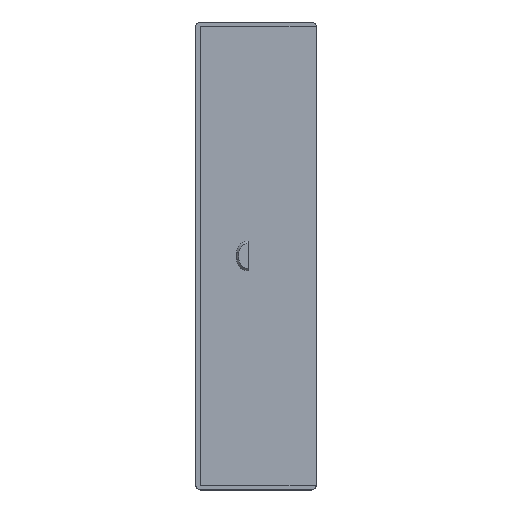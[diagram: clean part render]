
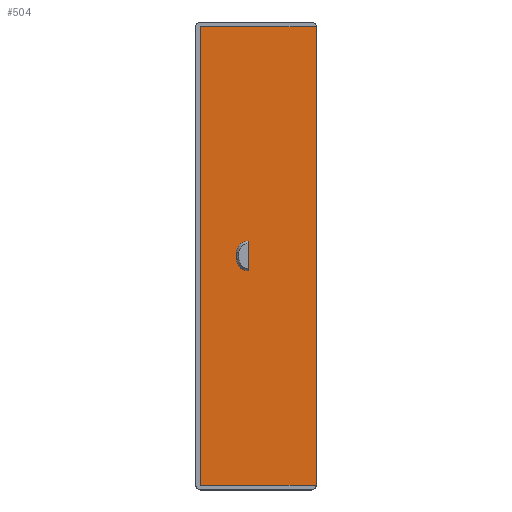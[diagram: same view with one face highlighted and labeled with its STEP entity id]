
A CAD part, top view. The second image highlights one B-rep face of the part: STEP entity #504.
In plain terms, the highlighted planar face has unit normal (0, 0, 1).
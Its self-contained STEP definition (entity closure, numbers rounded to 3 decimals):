
#7 = CIRCLE ( 'NONE', #719, 5. ) ;
#8 = CARTESIAN_POINT ( 'NONE',  ( -3.5, 6.5, 0. ) ) ;
#25 = VERTEX_POINT ( 'NONE', #357 ) ;
#28 = PLANE ( 'NONE',  #155 ) ;
#30 = VECTOR ( 'NONE', #394, 1000. ) ;
#67 = VERTEX_POINT ( 'NONE', #710 ) ;
#72 = FACE_BOUND ( 'NONE', #322, .T. ) ;
#74 = DIRECTION ( 'NONE',  ( -1., 0., 0. ) ) ;
#78 = VERTEX_POINT ( 'NONE', #265 ) ;
#86 = ORIENTED_EDGE ( 'NONE', *, *, #273, .F. ) ;
#116 = LINE ( 'NONE', #683, #353 ) ;
#118 = CARTESIAN_POINT ( 'NONE',  ( 26.5, 101., 0. ) ) ;
#130 = CARTESIAN_POINT ( 'NONE',  ( -24.5, -101., 0. ) ) ;
#136 = VECTOR ( 'NONE', #275, 1000. ) ;
#153 = EDGE_LOOP ( 'NONE', ( #501, #214, #348, #268 ) ) ;
#155 = AXIS2_PLACEMENT_3D ( 'NONE', #407, #679, #399 ) ;
#157 = VECTOR ( 'NONE', #232, 1000. ) ;
#172 = LINE ( 'NONE', #506, #30 ) ;
#193 = AXIS2_PLACEMENT_3D ( 'NONE', #252, #522, #290 ) ;
#208 = EDGE_CURVE ( 'NONE', #25, #370, #477, .T. ) ;
#214 = ORIENTED_EDGE ( 'NONE', *, *, #208, .T. ) ;
#222 = EDGE_CURVE ( 'NONE', #336, #370, #116, .T. ) ;
#232 = DIRECTION ( 'NONE',  ( 0., 1., 0. ) ) ;
#237 = CARTESIAN_POINT ( 'NONE',  ( -8.5, 1.5, 0. ) ) ;
#246 = CARTESIAN_POINT ( 'NONE',  ( -3.5, -6.5, 0. ) ) ;
#248 = ORIENTED_EDGE ( 'NONE', *, *, #377, .F. ) ;
#252 = CARTESIAN_POINT ( 'NONE',  ( -3.5, -1.5, 0. ) ) ;
#262 = ORIENTED_EDGE ( 'NONE', *, *, #647, .F. ) ;
#265 = CARTESIAN_POINT ( 'NONE',  ( -8.5, -1.5, 0. ) ) ;
#268 = ORIENTED_EDGE ( 'NONE', *, *, #367, .F. ) ;
#272 = LINE ( 'NONE', #8, #136 ) ;
#273 = EDGE_CURVE ( 'NONE', #609, #78, #172, .T. ) ;
#275 = DIRECTION ( 'NONE',  ( 0., 1., 0. ) ) ;
#290 = DIRECTION ( 'NONE',  ( 1., 0., 0. ) ) ;
#291 = DIRECTION ( 'NONE',  ( -1., 0., 0. ) ) ;
#305 = LINE ( 'NONE', #444, #157 ) ;
#322 = EDGE_LOOP ( 'NONE', ( #262, #86, #544, #248 ) ) ;
#328 = CARTESIAN_POINT ( 'NONE',  ( -3.5, 1.5, 0. ) ) ;
#336 = VERTEX_POINT ( 'NONE', #388 ) ;
#341 = FACE_OUTER_BOUND ( 'NONE', #153, .T. ) ;
#348 = ORIENTED_EDGE ( 'NONE', *, *, #222, .F. ) ;
#347 = DIRECTION ( 'NONE',  ( 1., 0., 0. ) ) ;
#353 = VECTOR ( 'NONE', #347, 1000. ) ;
#357 = CARTESIAN_POINT ( 'NONE',  ( 26.5, -101., 0. ) ) ;
#367 = EDGE_CURVE ( 'NONE', #553, #336, #305, .T. ) ;
#370 = VERTEX_POINT ( 'NONE', #118 ) ;
#377 = EDGE_CURVE ( 'NONE', #663, #67, #272, .T. ) ;
#385 = EDGE_CURVE ( 'NONE', #67, #609, #7, .T. ) ;
#388 = CARTESIAN_POINT ( 'NONE',  ( -24.5, 101., 0. ) ) ;
#392 = CIRCLE ( 'NONE', #193, 5. ) ;
#394 = DIRECTION ( 'NONE',  ( 0., -1., 0. ) ) ;
#399 = DIRECTION ( 'NONE',  ( -1., 0., 0. ) ) ;
#407 = CARTESIAN_POINT ( 'NONE',  ( 0., 0., 0. ) ) ;
#444 = CARTESIAN_POINT ( 'NONE',  ( -24.5, 101., 0. ) ) ;
#477 = LINE ( 'NONE', #628, #551 ) ;
#501 = ORIENTED_EDGE ( 'NONE', *, *, #617, .F. ) ;
#504 = ADVANCED_FACE ( 'NONE', ( #341, #72 ), #28, .F. ) ;
#506 = CARTESIAN_POINT ( 'NONE',  ( -8.5, -1.5, 0. ) ) ;
#515 = DIRECTION ( 'NONE',  ( 0., 0., 1. ) ) ;
#522 = DIRECTION ( 'NONE',  ( 0., 0., 1. ) ) ;
#544 = ORIENTED_EDGE ( 'NONE', *, *, #385, .F. ) ;
#551 = VECTOR ( 'NONE', #635, 1000. ) ;
#553 = VERTEX_POINT ( 'NONE', #570 ) ;
#570 = CARTESIAN_POINT ( 'NONE',  ( -24.5, -101., 0. ) ) ;
#609 = VERTEX_POINT ( 'NONE', #237 ) ;
#617 = EDGE_CURVE ( 'NONE', #25, #553, #624, .T. ) ;
#624 = LINE ( 'NONE', #130, #686 ) ;
#628 = CARTESIAN_POINT ( 'NONE',  ( 26.5, 103., 0. ) ) ;
#635 = DIRECTION ( 'NONE',  ( 0., 1., 0. ) ) ;
#647 = EDGE_CURVE ( 'NONE', #78, #663, #392, .T. ) ;
#663 = VERTEX_POINT ( 'NONE', #246 ) ;
#679 = DIRECTION ( 'NONE',  ( 0., 0., -1. ) ) ;
#683 = CARTESIAN_POINT ( 'NONE',  ( -24.5, 101., 0. ) ) ;
#686 = VECTOR ( 'NONE', #74, 1000. ) ;
#710 = CARTESIAN_POINT ( 'NONE',  ( -3.5, 6.5, 0. ) ) ;
#719 = AXIS2_PLACEMENT_3D ( 'NONE', #328, #515, #291 ) ;
